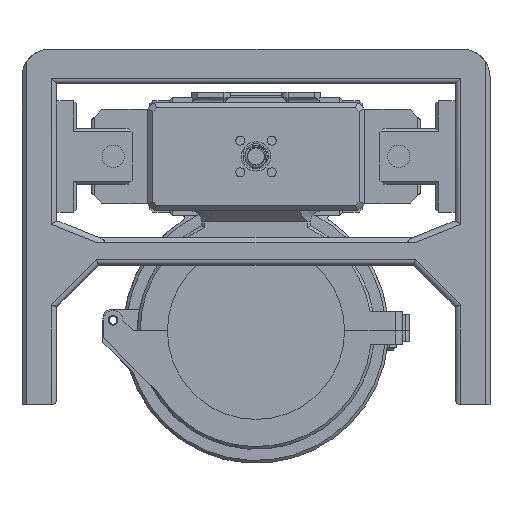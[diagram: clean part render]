
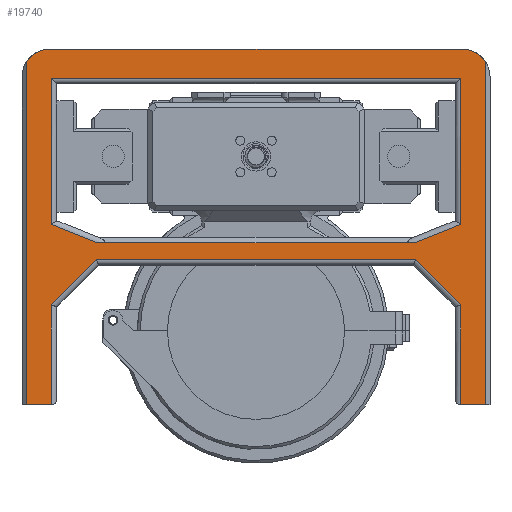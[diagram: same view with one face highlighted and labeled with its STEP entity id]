
A CAD part, front view. The second image highlights one B-rep face of the part: STEP entity #19740.
In plain terms, the highlighted planar face has unit normal (0, -1, 0).
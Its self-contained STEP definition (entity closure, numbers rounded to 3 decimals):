
#1170=FACE_BOUND('',#3873,.T.);
#1733=CIRCLE('',#21564,10.);
#1734=CIRCLE('',#21578,10.);
#2622=FACE_OUTER_BOUND('',#3872,.T.);
#3872=EDGE_LOOP('',(#16879,#16880,#16881,#16882,#16883,#16884,#16885,#16886,
#16887,#16888,#16889,#16890));
#3873=EDGE_LOOP('',(#16891,#16892,#16893,#16894,#16895,#16896));
#5562=LINE('',#32401,#7427);
#5568=LINE('',#32418,#7433);
#5569=LINE('',#32422,#7434);
#5571=LINE('',#32428,#7436);
#5573=LINE('',#32434,#7438);
#5575=LINE('',#32439,#7440);
#5603=LINE('',#32585,#7468);
#5616=LINE('',#32624,#7481);
#5617=LINE('',#32626,#7482);
#5618=LINE('',#32628,#7483);
#5619=LINE('',#32630,#7484);
#5620=LINE('',#32632,#7485);
#5621=LINE('',#32634,#7486);
#5622=LINE('',#32636,#7487);
#5623=LINE('',#32638,#7488);
#5624=LINE('',#32639,#7489);
#7427=VECTOR('',#26099,10.);
#7433=VECTOR('',#26115,10.);
#7434=VECTOR('',#26120,10.);
#7436=VECTOR('',#26126,10.);
#7438=VECTOR('',#26132,10.);
#7440=VECTOR('',#26138,10.);
#7468=VECTOR('',#26248,10.);
#7481=VECTOR('',#26289,10.);
#7482=VECTOR('',#26290,10.);
#7483=VECTOR('',#26291,10.);
#7484=VECTOR('',#26292,10.);
#7485=VECTOR('',#26293,10.);
#7486=VECTOR('',#26294,10.);
#7487=VECTOR('',#26295,10.);
#7488=VECTOR('',#26296,10.);
#7489=VECTOR('',#26297,10.);
#9239=VERTEX_POINT('',#32394);
#9242=VERTEX_POINT('',#32399);
#9248=VERTEX_POINT('',#32417);
#9249=VERTEX_POINT('',#32421);
#9251=VERTEX_POINT('',#32427);
#9253=VERTEX_POINT('',#32433);
#9289=VERTEX_POINT('',#32577);
#9290=VERTEX_POINT('',#32579);
#9291=VERTEX_POINT('',#32583);
#9297=VERTEX_POINT('',#32607);
#9303=VERTEX_POINT('',#32623);
#9304=VERTEX_POINT('',#32625);
#9305=VERTEX_POINT('',#32627);
#9306=VERTEX_POINT('',#32629);
#9307=VERTEX_POINT('',#32631);
#9308=VERTEX_POINT('',#32633);
#9309=VERTEX_POINT('',#32635);
#9310=VERTEX_POINT('',#32637);
#11808=EDGE_CURVE('',#9242,#9239,#5562,.T.);
#11816=EDGE_CURVE('',#9239,#9248,#5568,.T.);
#11818=EDGE_CURVE('',#9248,#9249,#5569,.T.);
#11821=EDGE_CURVE('',#9249,#9251,#5571,.T.);
#11824=EDGE_CURVE('',#9251,#9253,#5573,.T.);
#11827=EDGE_CURVE('',#9253,#9242,#5575,.T.);
#11878=EDGE_CURVE('',#9289,#9290,#1733,.T.);
#11881=EDGE_CURVE('',#9289,#9291,#5603,.T.);
#11893=EDGE_CURVE('',#9297,#9291,#1734,.T.);
#11900=EDGE_CURVE('',#9303,#9297,#5616,.T.);
#11901=EDGE_CURVE('',#9303,#9304,#5617,.T.);
#11902=EDGE_CURVE('',#9305,#9304,#5618,.T.);
#11903=EDGE_CURVE('',#9306,#9305,#5619,.T.);
#11904=EDGE_CURVE('',#9307,#9306,#5620,.T.);
#11905=EDGE_CURVE('',#9308,#9307,#5621,.T.);
#11906=EDGE_CURVE('',#9309,#9308,#5622,.T.);
#11907=EDGE_CURVE('',#9309,#9310,#5623,.T.);
#11908=EDGE_CURVE('',#9290,#9310,#5624,.T.);
#16879=ORIENTED_EDGE('',*,*,#11893,.F.);
#16880=ORIENTED_EDGE('',*,*,#11900,.F.);
#16881=ORIENTED_EDGE('',*,*,#11901,.T.);
#16882=ORIENTED_EDGE('',*,*,#11902,.F.);
#16883=ORIENTED_EDGE('',*,*,#11903,.F.);
#16884=ORIENTED_EDGE('',*,*,#11904,.F.);
#16885=ORIENTED_EDGE('',*,*,#11905,.F.);
#16886=ORIENTED_EDGE('',*,*,#11906,.F.);
#16887=ORIENTED_EDGE('',*,*,#11907,.T.);
#16888=ORIENTED_EDGE('',*,*,#11908,.F.);
#16889=ORIENTED_EDGE('',*,*,#11878,.F.);
#16890=ORIENTED_EDGE('',*,*,#11881,.T.);
#16891=ORIENTED_EDGE('',*,*,#11827,.F.);
#16892=ORIENTED_EDGE('',*,*,#11824,.F.);
#16893=ORIENTED_EDGE('',*,*,#11821,.F.);
#16894=ORIENTED_EDGE('',*,*,#11818,.F.);
#16895=ORIENTED_EDGE('',*,*,#11816,.F.);
#16896=ORIENTED_EDGE('',*,*,#11808,.F.);
#18767=PLANE('',#21580);
#19740=ADVANCED_FACE('',(#2622,#1170),#18767,.T.);
#21564=AXIS2_PLACEMENT_3D('',#32580,#26241,#26242);
#21578=AXIS2_PLACEMENT_3D('',#32609,#26277,#26278);
#21580=AXIS2_PLACEMENT_3D('',#32622,#26287,#26288);
#26099=DIRECTION('',(1.,0.,0.));
#26115=DIRECTION('',(0.928,0.,0.371));
#26120=DIRECTION('',(0.,0.,1.));
#26126=DIRECTION('',(-1.,0.,0.));
#26132=DIRECTION('',(0.,0.,-1.));
#26138=DIRECTION('',(0.928,0.,-0.371));
#26241=DIRECTION('center_axis',(0.,1.,0.));
#26242=DIRECTION('ref_axis',(0.707,0.,0.707));
#26248=DIRECTION('',(-1.,0.,0.));
#26277=DIRECTION('center_axis',(0.,1.,0.));
#26278=DIRECTION('ref_axis',(-0.707,0.,0.707));
#26287=DIRECTION('center_axis',(0.,-1.,0.));
#26288=DIRECTION('ref_axis',(0.,0.,-1.));
#26289=DIRECTION('',(0.,0.,1.));
#26290=DIRECTION('',(1.,0.,0.));
#26291=DIRECTION('',(0.,0.,-1.));
#26292=DIRECTION('',(-0.707,0.,-0.707));
#26293=DIRECTION('',(-1.,0.,0.));
#26294=DIRECTION('',(-0.707,0.,0.707));
#26295=DIRECTION('',(0.,0.,1.));
#26296=DIRECTION('',(1.,0.,0.));
#26297=DIRECTION('',(0.,0.,-1.));
#32394=CARTESIAN_POINT('',(56.76,-155.,-31.));
#32399=CARTESIAN_POINT('',(-56.76,-155.,-31.));
#32401=CARTESIAN_POINT('',(-28.187,-155.,-31.));
#32417=CARTESIAN_POINT('',(73.375,-155.,-24.354));
#32418=CARTESIAN_POINT('',(33.465,-155.,-40.318));
#32421=CARTESIAN_POINT('',(73.375,-155.,28.));
#32422=CARTESIAN_POINT('',(73.375,-155.,-24.125));
#32427=CARTESIAN_POINT('',(-73.375,-155.,28.));
#32428=CARTESIAN_POINT('',(35.687,-155.,28.));
#32433=CARTESIAN_POINT('',(-73.375,-155.,-24.354));
#32434=CARTESIAN_POINT('',(-73.375,-155.,0.375));
#32439=CARTESIAN_POINT('',(-40.965,-155.,-37.318));
#32577=CARTESIAN_POINT('',(73.875,-155.,38.5));
#32579=CARTESIAN_POINT('',(82.375,-155.,33.768));
#32580=CARTESIAN_POINT('Origin',(73.875,-155.,28.5));
#32583=CARTESIAN_POINT('',(-73.875,-155.,38.5));
#32585=CARTESIAN_POINT('',(83.875,-155.,38.5));
#32607=CARTESIAN_POINT('',(-82.375,-155.,33.768));
#32609=CARTESIAN_POINT('Origin',(-73.875,-155.,28.5));
#32622=CARTESIAN_POINT('Origin',(0.,-155.,-25.25));
#32623=CARTESIAN_POINT('',(-82.375,-155.,-89.));
#32624=CARTESIAN_POINT('',(-82.375,-155.,-57.125));
#32625=CARTESIAN_POINT('',(-73.375,-155.,-89.));
#32626=CARTESIAN_POINT('',(-83.875,-155.,-89.));
#32627=CARTESIAN_POINT('',(-73.375,-155.,-53.172));
#32628=CARTESIAN_POINT('',(-73.375,-155.,-39.625));
#32629=CARTESIAN_POINT('',(-57.203,-155.,-37.));
#32630=CARTESIAN_POINT('',(-40.258,-155.,-20.055));
#32631=CARTESIAN_POINT('',(57.203,-155.,-37.));
#32632=CARTESIAN_POINT('',(28.187,-155.,-37.));
#32633=CARTESIAN_POINT('',(73.375,-155.,-53.172));
#32634=CARTESIAN_POINT('',(47.758,-155.,-27.555));
#32635=CARTESIAN_POINT('',(73.375,-155.,-89.));
#32636=CARTESIAN_POINT('',(73.375,-155.,-57.125));
#32637=CARTESIAN_POINT('',(82.375,-155.,-89.));
#32638=CARTESIAN_POINT('',(83.875,-155.,-89.));
#32639=CARTESIAN_POINT('',(82.375,-155.,6.625));
